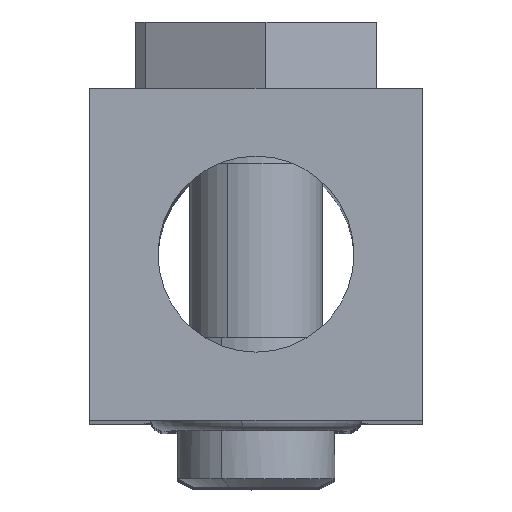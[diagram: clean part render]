
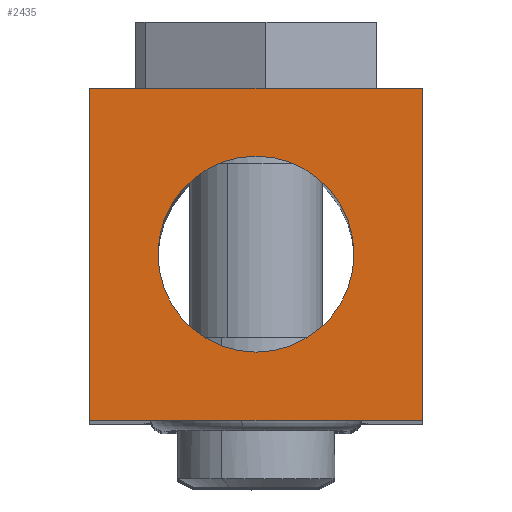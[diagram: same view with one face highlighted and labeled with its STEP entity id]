
A CAD part, top view. The second image highlights one B-rep face of the part: STEP entity #2435.
In plain terms, the highlighted planar face has unit normal (0, 0, 1).
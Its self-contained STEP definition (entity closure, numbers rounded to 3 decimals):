
#104 = CARTESIAN_POINT ( 'NONE',  ( 67.138, 66.897, 92.674 ) ) ;
#134 = CARTESIAN_POINT ( 'NONE',  ( 67.138, 66.897, 92.674 ) ) ;
#154 = VECTOR ( 'NONE', #3952, 1000. ) ;
#165 = DIRECTION ( 'NONE',  ( 1., 0., 0. ) ) ;
#183 = DIRECTION ( 'NONE',  ( 0., 0., 1. ) ) ;
#200 = CARTESIAN_POINT ( 'NONE',  ( 57.138, 56.897, 92.674 ) ) ;
#424 = VERTEX_POINT ( 'NONE', #4154 ) ;
#525 = AXIS2_PLACEMENT_3D ( 'NONE', #2962, #2953, #2935 ) ;
#732 = CARTESIAN_POINT ( 'NONE',  ( 47.138, 66.897, 92.674 ) ) ;
#936 = LINE ( 'NONE', #1443, #1940 ) ;
#1201 = VECTOR ( 'NONE', #4885, 1000. ) ;
#1394 = ORIENTED_EDGE ( 'NONE', *, *, #3936, .T. ) ;
#1443 = CARTESIAN_POINT ( 'NONE',  ( 67.138, 66.897, 92.674 ) ) ;
#1473 = CARTESIAN_POINT ( 'NONE',  ( 47.138, 46.897, 92.674 ) ) ;
#1554 = VERTEX_POINT ( 'NONE', #5113 ) ;
#1642 = VERTEX_POINT ( 'NONE', #104 ) ;
#1647 = DIRECTION ( 'NONE',  ( 1., 0., 0. ) ) ;
#1773 = CARTESIAN_POINT ( 'NONE',  ( 67.138, 46.897, 92.674 ) ) ;
#1775 = AXIS2_PLACEMENT_3D ( 'NONE', #4807, #4207, #4169 ) ;
#1904 = ORIENTED_EDGE ( 'NONE', *, *, #4695, .F. ) ;
#1940 = VECTOR ( 'NONE', #5126, 1000. ) ;
#1999 = CIRCLE ( 'NONE', #4391, 5.9 ) ;
#2187 = ORIENTED_EDGE ( 'NONE', *, *, #3599, .F. ) ;
#2249 = VERTEX_POINT ( 'NONE', #1473 ) ;
#2435 = ADVANCED_FACE ( 'NONE', ( #5181, #5053 ), #5010, .F. ) ;
#2908 = EDGE_LOOP ( 'NONE', ( #3412, #3780, #1904, #1394 ) ) ;
#2935 = DIRECTION ( 'NONE',  ( 1., 0., 0. ) ) ;
#2953 = DIRECTION ( 'NONE',  ( 0., 0., 1. ) ) ;
#2962 = CARTESIAN_POINT ( 'NONE',  ( 57.138, 56.897, 92.674 ) ) ;
#3144 = EDGE_CURVE ( 'NONE', #1554, #5486, #4005, .T. ) ;
#3195 = LINE ( 'NONE', #1773, #5236 ) ;
#3351 = EDGE_CURVE ( 'NONE', #2249, #424, #3195, .T. ) ;
#3412 = ORIENTED_EDGE ( 'NONE', *, *, #3351, .T. ) ;
#3491 = LINE ( 'NONE', #732, #1201 ) ;
#3527 = LINE ( 'NONE', #134, #154 ) ;
#3554 = CARTESIAN_POINT ( 'NONE',  ( 51.238, 56.897, 92.674 ) ) ;
#3599 = EDGE_CURVE ( 'NONE', #5486, #1554, #1999, .T. ) ;
#3700 = CARTESIAN_POINT ( 'NONE',  ( 47.138, 66.897, 92.674 ) ) ;
#3779 = ORIENTED_EDGE ( 'NONE', *, *, #3144, .F. ) ;
#3780 = ORIENTED_EDGE ( 'NONE', *, *, #5444, .F. ) ;
#3796 = EDGE_LOOP ( 'NONE', ( #3779, #2187 ) ) ;
#3936 = EDGE_CURVE ( 'NONE', #5130, #2249, #3491, .T. ) ;
#3952 = DIRECTION ( 'NONE',  ( 0., -1., 0. ) ) ;
#4005 = CIRCLE ( 'NONE', #525, 5.9 ) ;
#4154 = CARTESIAN_POINT ( 'NONE',  ( 67.138, 46.897, 92.674 ) ) ;
#4169 = DIRECTION ( 'NONE',  ( -1., 0., 0. ) ) ;
#4207 = DIRECTION ( 'NONE',  ( 0., 0., -1. ) ) ;
#4391 = AXIS2_PLACEMENT_3D ( 'NONE', #200, #183, #165 ) ;
#4695 = EDGE_CURVE ( 'NONE', #5130, #1642, #936, .T. ) ;
#4807 = CARTESIAN_POINT ( 'NONE',  ( 67.138, 66.897, 92.674 ) ) ;
#4885 = DIRECTION ( 'NONE',  ( 0., -1., 0. ) ) ;
#5010 = PLANE ( 'NONE',  #1775 ) ;
#5053 = FACE_OUTER_BOUND ( 'NONE', #2908, .T. ) ;
#5113 = CARTESIAN_POINT ( 'NONE',  ( 63.038, 56.897, 92.674 ) ) ;
#5126 = DIRECTION ( 'NONE',  ( 1., 0., 0. ) ) ;
#5130 = VERTEX_POINT ( 'NONE', #3700 ) ;
#5181 = FACE_BOUND ( 'NONE', #3796, .T. ) ;
#5236 = VECTOR ( 'NONE', #1647, 1000. ) ;
#5444 = EDGE_CURVE ( 'NONE', #1642, #424, #3527, .T. ) ;
#5486 = VERTEX_POINT ( 'NONE', #3554 ) ;
